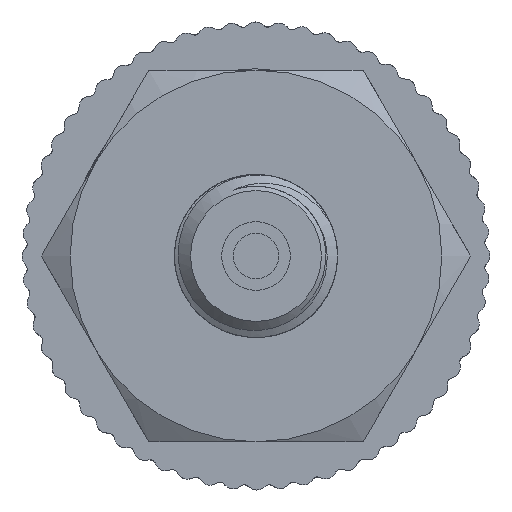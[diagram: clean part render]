
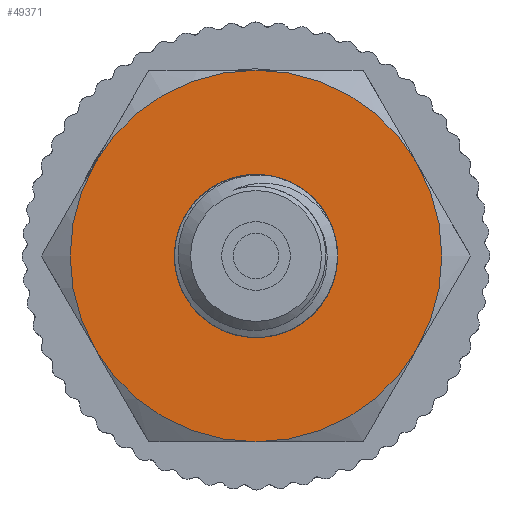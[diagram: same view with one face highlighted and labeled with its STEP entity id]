
A CAD part, left-side view. The second image highlights one B-rep face of the part: STEP entity #49371.
In plain terms, the highlighted planar face has unit normal (-1, 0, 0).
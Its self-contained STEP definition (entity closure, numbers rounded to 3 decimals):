
#135=PLANE('',#52015);
#2942=FACE_BOUND('',#6000,.T.);
#3313=FACE_OUTER_BOUND('',#5999,.T.);
#5999=EDGE_LOOP('',(#34415));
#6000=EDGE_LOOP('',(#34416));
#8492=CIRCLE('',#51998,5.9);
#8499=CIRCLE('',#52013,13.5);
#20241=VERTEX_POINT('',#81077);
#20246=VERTEX_POINT('',#81789);
#25722=EDGE_CURVE('',#20241,#20241,#8492,.T.);
#25734=EDGE_CURVE('',#20246,#20246,#8499,.T.);
#34415=ORIENTED_EDGE('',*,*,#25734,.F.);
#34416=ORIENTED_EDGE('',*,*,#25722,.T.);
#49371=ADVANCED_FACE('',(#3313,#2942),#135,.T.);
#51998=AXIS2_PLACEMENT_3D('',#81078,#56697,#56698);
#52013=AXIS2_PLACEMENT_3D('',#81791,#56731,#56732);
#52015=AXIS2_PLACEMENT_3D('',#81793,#56735,#56736);
#56697=DIRECTION('center_axis',(1.,0.,0.));
#56698=DIRECTION('ref_axis',(0.,0.,-1.));
#56731=DIRECTION('center_axis',(1.,0.,0.));
#56732=DIRECTION('ref_axis',(0.,0.,-1.));
#56735=DIRECTION('center_axis',(-1.,0.,0.));
#56736=DIRECTION('ref_axis',(0.,0.,1.));
#81077=CARTESIAN_POINT('',(-47.,0.,5.9));
#81078=CARTESIAN_POINT('Origin',(-47.,0.,0.));
#81789=CARTESIAN_POINT('',(-47.,-13.5,0.));
#81791=CARTESIAN_POINT('Origin',(-47.,0.,0.));
#81793=CARTESIAN_POINT('Origin',(-47.,13.5,0.));
